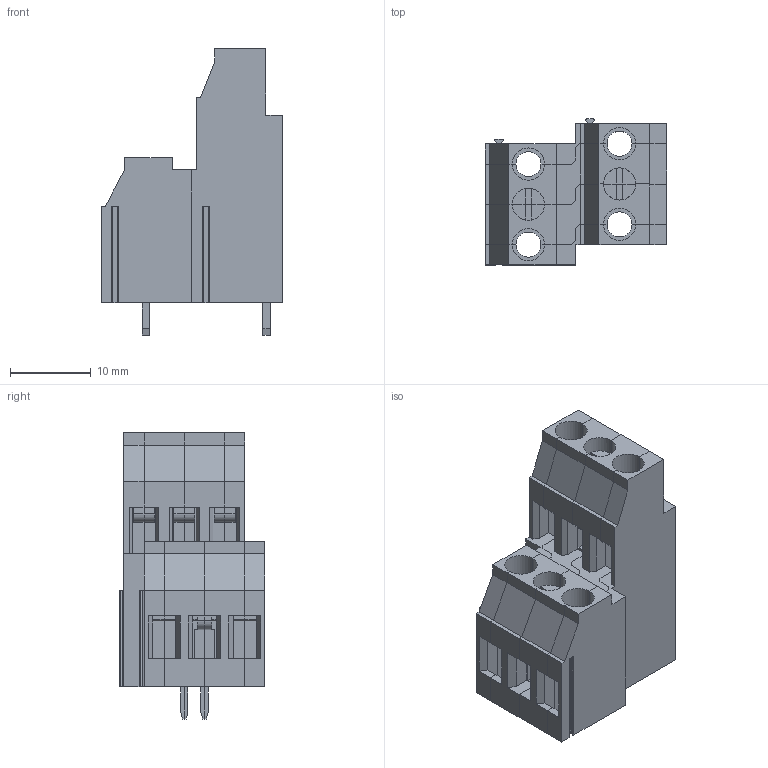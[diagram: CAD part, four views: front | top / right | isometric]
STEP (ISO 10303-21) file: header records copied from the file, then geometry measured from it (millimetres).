
FILE_DESCRIPTION(/* description */ ('Unknown'),/* implementation_level */ '2;1');
FILE_NAME(/* name */ '691233810102',/* time_stamp */ '2016-05-03T16:16:46+02:00',/* author */ ('Unknown'),/* organization */ ('Unknown'),/* preprocessor_version */ 'ST-DEVELOPER v16',/* originating_system */ 'DEX',/* authorisation */ $);
FILE_SCHEMA (('AUTOMOTIVE_DESIGN {1 0 10303 214 3 1 1}'));
Length unit declared in the file: millimetre
Products named in the file (5): 6912338100xx; 6912338100xx_CNT1; 6912338100xx_CNT2; 6912338100xx_DX1; 6912338100xx_SX1
Assembly tree (4 placements, depth 2):
  6912338100xx
    6912338100xx_CNT1
    6912338100xx_CNT2
    6912338100xx_DX1
    6912338100xx_SX1
Bounding box: 22.5 x 18.1 x 35.5 mm (x, y, z)
Volume: 5195.1 mm3; surface area: 6829.8 mm2
Topology: 4 solids, 4 shells, 364 faces, 1066 edges, 710 vertices
Faces by surface type: plane 314, cylinder 50
Entity records: 13564 total; most frequent: CARTESIAN_POINT 2145, ORIENTED_EDGE 2132, DIRECTION 1914, EDGE_CURVE 1066, LINE 956, VECTOR 956, VERTEX_POINT 710, AXIS2_PLACEMENT_3D 479
